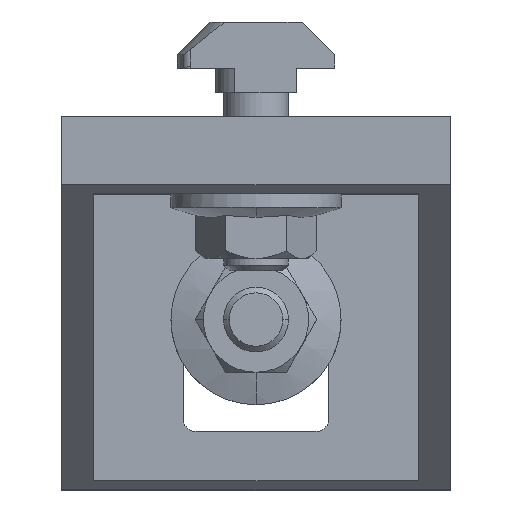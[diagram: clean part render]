
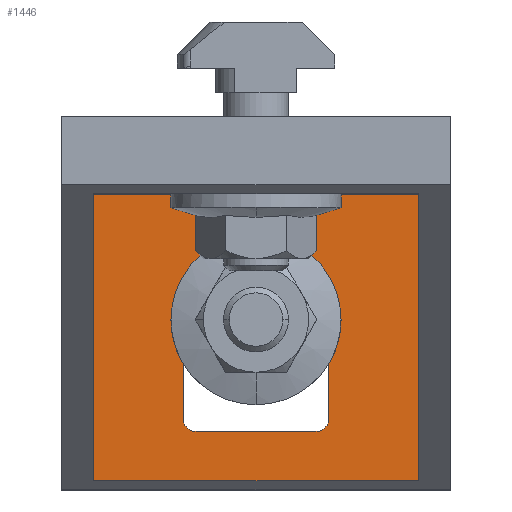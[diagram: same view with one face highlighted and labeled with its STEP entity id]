
A CAD part, top view. The second image highlights one B-rep face of the part: STEP entity #1446.
In plain terms, the highlighted planar face has unit normal (0, 0, 1).
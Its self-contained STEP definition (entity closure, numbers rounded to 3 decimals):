
#61 = CIRCLE ( 'NONE', #2763, 10.5 ) ;
#96 = VERTEX_POINT ( 'NONE', #8577 ) ;
#149 = AXIS2_PLACEMENT_3D ( 'NONE', #3689, #7115, #8504 ) ;
#275 = LINE ( 'NONE', #6982, #5528 ) ;
#276 = DIRECTION ( 'NONE',  ( -1., 0., 0. ) ) ;
#293 = CARTESIAN_POINT ( 'NONE',  ( -9., -37.2, 9.5 ) ) ;
#413 = CARTESIAN_POINT ( 'NONE',  ( -9., -37.2, 9.5 ) ) ;
#427 = LINE ( 'NONE', #1746, #7933 ) ;
#440 = VERTEX_POINT ( 'NONE', #4165 ) ;
#497 = EDGE_CURVE ( 'NONE', #4767, #5178, #7153, .T. ) ;
#544 = DIRECTION ( 'NONE',  ( 0., 0., -1. ) ) ;
#580 = DIRECTION ( 'NONE',  ( -1., 0., 0. ) ) ;
#798 = ORIENTED_EDGE ( 'NONE', *, *, #4608, .T. ) ;
#833 = DIRECTION ( 'NONE',  ( 0., 1., 0. ) ) ;
#881 = VERTEX_POINT ( 'NONE', #3917 ) ;
#957 = VECTOR ( 'NONE', #580, 1000. ) ;
#1026 = CARTESIAN_POINT ( 'NONE',  ( 7.4, -37.2, 9.5 ) ) ;
#1222 = EDGE_LOOP ( 'NONE', ( #4588, #2960, #6469, #7519 ) ) ;
#1322 = LINE ( 'NONE', #3632, #4979 ) ;
#1325 = DIRECTION ( 'NONE',  ( -1., 0., 0. ) ) ;
#1392 = VERTEX_POINT ( 'NONE', #6802 ) ;
#1446 = ADVANCED_FACE ( 'NONE', ( #6792, #2923 ), #1916, .T. ) ;
#1515 = AXIS2_PLACEMENT_3D ( 'NONE', #4659, #4601, #8033 ) ;
#1610 = AXIS2_PLACEMENT_3D ( 'NONE', #4862, #5566, #1325 ) ;
#1683 = LINE ( 'NONE', #5180, #4899 ) ;
#1716 = VERTEX_POINT ( 'NONE', #293 ) ;
#1746 = CARTESIAN_POINT ( 'NONE',  ( 9., -31.1, 9.5 ) ) ;
#1752 = EDGE_CURVE ( 'NONE', #1716, #6650, #7320, .T. ) ;
#1774 = CARTESIAN_POINT ( 'NONE',  ( 20., -44.9, 9.5 ) ) ;
#1916 = PLANE ( 'NONE',  #4667 ) ;
#1918 = DIRECTION ( 'NONE',  ( 1., 0., 0. ) ) ;
#1933 = ORIENTED_EDGE ( 'NONE', *, *, #3999, .T. ) ;
#2391 = EDGE_CURVE ( 'NONE', #4635, #7592, #61, .T. ) ;
#2559 = ORIENTED_EDGE ( 'NONE', *, *, #7451, .T. ) ;
#2578 = DIRECTION ( 'NONE',  ( 0., 0., 1. ) ) ;
#2689 = CARTESIAN_POINT ( 'NONE',  ( 0., -29.5, 9.5 ) ) ;
#2763 = AXIS2_PLACEMENT_3D ( 'NONE', #7321, #544, #1918 ) ;
#2923 = FACE_BOUND ( 'NONE', #6962, .T. ) ;
#2953 = CIRCLE ( 'NONE', #1610, 1.6 ) ;
#2960 = ORIENTED_EDGE ( 'NONE', *, *, #7689, .T. ) ;
#2992 = CARTESIAN_POINT ( 'NONE',  ( -9., -30.408, 9.5 ) ) ;
#3038 = EDGE_CURVE ( 'NONE', #6650, #96, #3495, .T. ) ;
#3046 = DIRECTION ( 'NONE',  ( 0., 1., 0. ) ) ;
#3131 = CARTESIAN_POINT ( 'NONE',  ( 7.4, -38.8, 9.5 ) ) ;
#3210 = EDGE_CURVE ( 'NONE', #6834, #440, #3594, .T. ) ;
#3484 = EDGE_CURVE ( 'NONE', #7592, #4767, #427, .T. ) ;
#3495 = CIRCLE ( 'NONE', #1515, 10.5 ) ;
#3552 = EDGE_CURVE ( 'NONE', #440, #1392, #8588, .T. ) ;
#3594 = LINE ( 'NONE', #4065, #4652 ) ;
#3612 = CIRCLE ( 'NONE', #149, 10.5 ) ;
#3632 = CARTESIAN_POINT ( 'NONE',  ( -20., -29.5, 9.5 ) ) ;
#3689 = CARTESIAN_POINT ( 'NONE',  ( 0., -25., 9.5 ) ) ;
#3754 = DIRECTION ( 'NONE',  ( 0., 0., -1. ) ) ;
#3917 = CARTESIAN_POINT ( 'NONE',  ( -20., -44.9, 9.5 ) ) ;
#3999 = EDGE_CURVE ( 'NONE', #5178, #7106, #1683, .T. ) ;
#4065 = CARTESIAN_POINT ( 'NONE',  ( 20., -29.5, 9.5 ) ) ;
#4165 = CARTESIAN_POINT ( 'NONE',  ( 20., -9.5, 9.5 ) ) ;
#4385 = ORIENTED_EDGE ( 'NONE', *, *, #3484, .T. ) ;
#4588 = ORIENTED_EDGE ( 'NONE', *, *, #3552, .T. ) ;
#4601 = DIRECTION ( 'NONE',  ( 0., 0., -1. ) ) ;
#4608 = EDGE_CURVE ( 'NONE', #96, #4635, #3612, .T. ) ;
#4635 = VERTEX_POINT ( 'NONE', #5701 ) ;
#4652 = VECTOR ( 'NONE', #833, 1000. ) ;
#4659 = CARTESIAN_POINT ( 'NONE',  ( 0., -25., 9.5 ) ) ;
#4667 = AXIS2_PLACEMENT_3D ( 'NONE', #2689, #2578, #8098 ) ;
#4767 = VERTEX_POINT ( 'NONE', #5936 ) ;
#4842 = CARTESIAN_POINT ( 'NONE',  ( 9., -30.408, 9.5 ) ) ;
#4862 = CARTESIAN_POINT ( 'NONE',  ( -7.4, -37.2, 9.5 ) ) ;
#4899 = VECTOR ( 'NONE', #8589, 1000. ) ;
#4979 = VECTOR ( 'NONE', #8440, 1000. ) ;
#5178 = VERTEX_POINT ( 'NONE', #3131 ) ;
#5180 = CARTESIAN_POINT ( 'NONE',  ( 7.4, -38.8, 9.5 ) ) ;
#5299 = ORIENTED_EDGE ( 'NONE', *, *, #2391, .T. ) ;
#5369 = AXIS2_PLACEMENT_3D ( 'NONE', #1026, #3754, #276 ) ;
#5528 = VECTOR ( 'NONE', #6253, 1000. ) ;
#5566 = DIRECTION ( 'NONE',  ( 0., 0., -1. ) ) ;
#5701 = CARTESIAN_POINT ( 'NONE',  ( 10.5, -25., 9.5 ) ) ;
#5768 = ORIENTED_EDGE ( 'NONE', *, *, #1752, .T. ) ;
#5872 = DIRECTION ( 'NONE',  ( 0., -1., 0. ) ) ;
#5936 = CARTESIAN_POINT ( 'NONE',  ( 9., -37.2, 9.5 ) ) ;
#6253 = DIRECTION ( 'NONE',  ( -1., 0., 0. ) ) ;
#6469 = ORIENTED_EDGE ( 'NONE', *, *, #7506, .F. ) ;
#6472 = VECTOR ( 'NONE', #3046, 1000. ) ;
#6650 = VERTEX_POINT ( 'NONE', #2992 ) ;
#6792 = FACE_OUTER_BOUND ( 'NONE', #1222, .T. ) ;
#6802 = CARTESIAN_POINT ( 'NONE',  ( -20., -9.5, 9.5 ) ) ;
#6834 = VERTEX_POINT ( 'NONE', #1774 ) ;
#6962 = EDGE_LOOP ( 'NONE', ( #2559, #5768, #8480, #798, #5299, #4385, #7253, #1933 ) ) ;
#6982 = CARTESIAN_POINT ( 'NONE',  ( 24., -44.9, 9.5 ) ) ;
#7106 = VERTEX_POINT ( 'NONE', #8448 ) ;
#7115 = DIRECTION ( 'NONE',  ( 0., 0., -1. ) ) ;
#7153 = CIRCLE ( 'NONE', #5369, 1.6 ) ;
#7253 = ORIENTED_EDGE ( 'NONE', *, *, #497, .T. ) ;
#7320 = LINE ( 'NONE', #413, #6472 ) ;
#7321 = CARTESIAN_POINT ( 'NONE',  ( 0., -25., 9.5 ) ) ;
#7400 = CARTESIAN_POINT ( 'NONE',  ( 0., -9.5, 9.5 ) ) ;
#7451 = EDGE_CURVE ( 'NONE', #7106, #1716, #2953, .T. ) ;
#7506 = EDGE_CURVE ( 'NONE', #6834, #881, #275, .T. ) ;
#7519 = ORIENTED_EDGE ( 'NONE', *, *, #3210, .T. ) ;
#7592 = VERTEX_POINT ( 'NONE', #4842 ) ;
#7689 = EDGE_CURVE ( 'NONE', #1392, #881, #1322, .T. ) ;
#7933 = VECTOR ( 'NONE', #5872, 1000. ) ;
#8033 = DIRECTION ( 'NONE',  ( 1., 0., 0. ) ) ;
#8098 = DIRECTION ( 'NONE',  ( 1., 0., 0. ) ) ;
#8440 = DIRECTION ( 'NONE',  ( 0., -1., 0. ) ) ;
#8448 = CARTESIAN_POINT ( 'NONE',  ( -7.4, -38.8, 9.5 ) ) ;
#8480 = ORIENTED_EDGE ( 'NONE', *, *, #3038, .T. ) ;
#8504 = DIRECTION ( 'NONE',  ( 1., 0., 0. ) ) ;
#8577 = CARTESIAN_POINT ( 'NONE',  ( -10.5, -25., 9.5 ) ) ;
#8588 = LINE ( 'NONE', #7400, #957 ) ;
#8589 = DIRECTION ( 'NONE',  ( -1., 0., 0. ) ) ;
